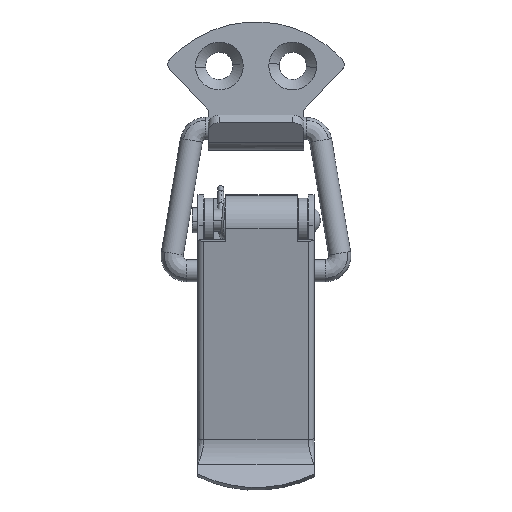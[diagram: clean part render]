
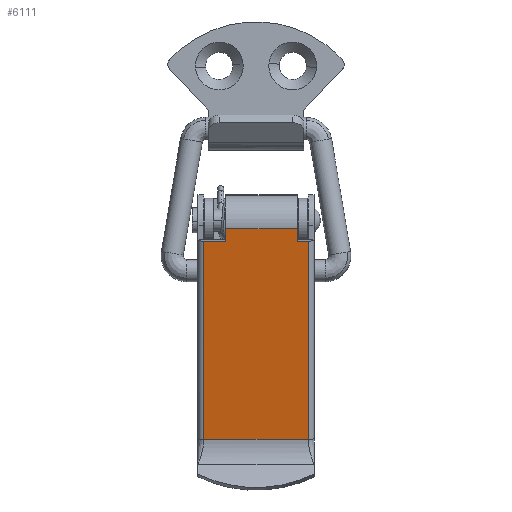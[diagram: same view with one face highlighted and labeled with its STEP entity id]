
A CAD part, front view. The second image highlights one B-rep face of the part: STEP entity #6111.
In plain terms, the highlighted free-form (B-spline) face has degree [1, 1] with [2, 2] control points.
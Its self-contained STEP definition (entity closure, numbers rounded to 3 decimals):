
#5176=CARTESIAN_POINT('',(-0.629,7.1,-42.823));
#5177=VERTEX_POINT('',#5176);
#5239=CARTESIAN_POINT('',(-6.021,7.1,-15.842));
#5240=VERTEX_POINT('',#5239);
#5275=CARTESIAN_POINT('',(-6.021,7.1,-15.842));
#5276=CARTESIAN_POINT('',(-4.224,7.1,-24.836));
#5277=CARTESIAN_POINT('',(-2.426,7.1,-33.829));
#5278=CARTESIAN_POINT('',(-0.629,7.1,-42.823));
#5279=B_SPLINE_CURVE_WITH_KNOTS('',3,(#5275,#5276,#5277,#5278),.UNSPECIFIED.,.F.,.U.,(4,4),(0.667,1.0),.UNSPECIFIED.);
#5280=EDGE_CURVE('',#5240,#5177,#5279,.T.);
#5307=CARTESIAN_POINT('',(-0.629,-7.1,-42.823));
#5308=VERTEX_POINT('',#5307);
#5380=CARTESIAN_POINT('',(-6.021,-7.1,-15.842));
#5381=VERTEX_POINT('',#5380);
#5410=CARTESIAN_POINT('',(-0.629,-7.1,-42.823));
#5411=CARTESIAN_POINT('',(-2.426,-7.1,-33.829));
#5412=CARTESIAN_POINT('',(-4.224,-7.1,-24.836));
#5413=CARTESIAN_POINT('',(-6.021,-7.1,-15.842));
#5414=B_SPLINE_CURVE_WITH_KNOTS('',3,(#5410,#5411,#5412,#5413),.UNSPECIFIED.,.F.,.U.,(4,4),(0.667,1.),.UNSPECIFIED.);
#5415=EDGE_CURVE('',#5308,#5381,#5414,.T.);
#5473=CARTESIAN_POINT('',(-6.021,4.1,-15.842));
#5474=VERTEX_POINT('',#5473);
#5480=CARTESIAN_POINT('',(-6.354,4.1,-14.175));
#5481=VERTEX_POINT('',#5480);
#5482=CARTESIAN_POINT('',(-6.354,4.1,-14.175));
#5483=CARTESIAN_POINT('',(-6.021,4.1,-15.842));
#5484=QUASI_UNIFORM_CURVE('',1,(#5482,#5483),.UNSPECIFIED.,.F.,.U.);
#5485=EDGE_CURVE('',#5481,#5474,#5484,.T.);
#5533=CARTESIAN_POINT('',(-6.354,-5.6,-14.175));
#5534=VERTEX_POINT('',#5533);
#5550=CARTESIAN_POINT('',(-6.021,-5.6,-15.842));
#5551=VERTEX_POINT('',#5550);
#5552=CARTESIAN_POINT('',(-6.354,-5.6,-14.175));
#5553=CARTESIAN_POINT('',(-6.021,-5.6,-15.842));
#5554=QUASI_UNIFORM_CURVE('',1,(#5552,#5553),.UNSPECIFIED.,.F.,.U.);
#5555=EDGE_CURVE('',#5534,#5551,#5554,.T.);
#5672=CARTESIAN_POINT('',(-6.354,-5.6,-14.175));
#5673=CARTESIAN_POINT('',(-6.354,4.1,-14.175));
#5674=QUASI_UNIFORM_CURVE('',1,(#5672,#5673),.UNSPECIFIED.,.F.,.U.);
#5675=EDGE_CURVE('',#5534,#5481,#5674,.T.);
#6063=CARTESIAN_POINT('',(-6.021,4.1,-15.842));
#6064=CARTESIAN_POINT('',(-6.021,7.1,-15.842));
#6065=QUASI_UNIFORM_CURVE('',1,(#6063,#6064),.UNSPECIFIED.,.F.,.U.);
#6066=EDGE_CURVE('',#5474,#5240,#6065,.T.);
#6071=CARTESIAN_POINT('',(-6.021,-7.1,-15.842));
#6072=CARTESIAN_POINT('',(-6.021,-5.6,-15.842));
#6073=QUASI_UNIFORM_CURVE('',1,(#6071,#6072),.UNSPECIFIED.,.F.,.U.);
#6074=EDGE_CURVE('',#5381,#5551,#6073,.T.);
#6092=CARTESIAN_POINT('',(-0.343,-7.809,-44.254));
#6093=CARTESIAN_POINT('',(-6.64,-7.809,-12.744));
#6094=CARTESIAN_POINT('',(-0.343,7.809,-44.254));
#6095=CARTESIAN_POINT('',(-6.64,7.809,-12.744));
#6096=B_SPLINE_SURFACE_WITH_KNOTS('',1,1,((#6092,#6094),(#6093,#6095)),.UNSPECIFIED.,.F.,.F.,.U.,(2,2),(2,2),(0.0,32.133),(0.0,15.619),.UNSPECIFIED.);
#6097=ORIENTED_EDGE('',*,*,#6066,.T.);
#6098=ORIENTED_EDGE('',*,*,#5280,.T.);
#6099=CARTESIAN_POINT('',(-0.629,-7.1,-42.823));
#6100=CARTESIAN_POINT('',(-0.629,7.1,-42.823));
#6101=QUASI_UNIFORM_CURVE('',1,(#6099,#6100),.UNSPECIFIED.,.F.,.U.);
#6102=EDGE_CURVE('',#5308,#5177,#6101,.T.);
#6103=ORIENTED_EDGE('',*,*,#6102,.F.);
#6104=ORIENTED_EDGE('',*,*,#5415,.T.);
#6105=ORIENTED_EDGE('',*,*,#6074,.T.);
#6106=ORIENTED_EDGE('',*,*,#5555,.F.);
#6107=ORIENTED_EDGE('',*,*,#5675,.T.);
#6108=ORIENTED_EDGE('',*,*,#5485,.T.);
#6109=EDGE_LOOP('',(#6097,#6098,#6103,#6104,#6105,#6106,#6107,#6108));
#6110=FACE_OUTER_BOUND('',#6109,.T.);
#6111=ADVANCED_FACE('',(#6110),#6096,.T.);
